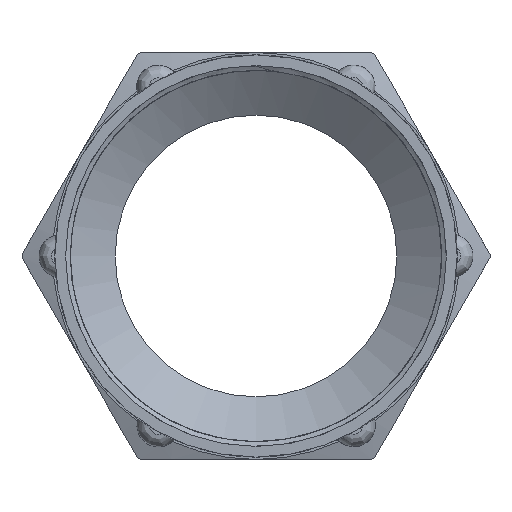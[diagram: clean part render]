
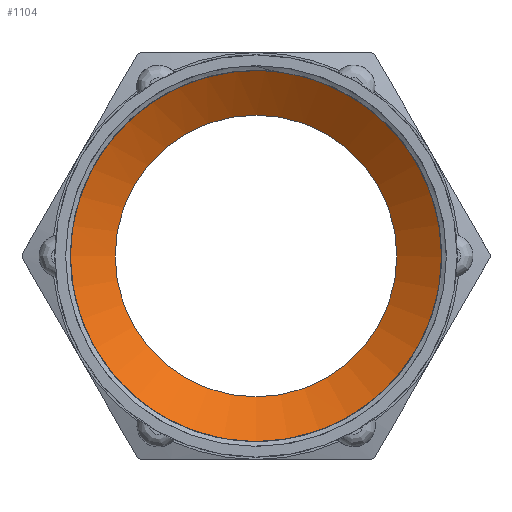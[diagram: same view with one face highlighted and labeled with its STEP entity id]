
A CAD part, left-side view. The second image highlights one B-rep face of the part: STEP entity #1104.
In plain terms, the highlighted conical face has half-angle 55.197 degrees and reference radius 26.075 mm.
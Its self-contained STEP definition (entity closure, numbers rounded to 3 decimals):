
#21=CONICAL_SURFACE('',#1233,26.075,55.197);
#227=FACE_BOUND('',#367,.T.);
#293=FACE_OUTER_BOUND('',#366,.T.);
#366=EDGE_LOOP('',(#1022,#1023));
#367=EDGE_LOOP('',(#1024));
#382=CIRCLE('',#1134,29.65);
#440=CIRCLE('',#1232,22.5);
#441=CIRCLE('',#1234,29.65);
#466=VERTEX_POINT('',#4234);
#468=VERTEX_POINT('',#5296);
#551=VERTEX_POINT('',#6341);
#588=EDGE_CURVE('',#466,#468,#382,.T.);
#712=EDGE_CURVE('',#551,#551,#440,.T.);
#713=EDGE_CURVE('',#468,#466,#441,.T.);
#1022=ORIENTED_EDGE('',*,*,#713,.F.);
#1023=ORIENTED_EDGE('',*,*,#588,.F.);
#1024=ORIENTED_EDGE('',*,*,#712,.T.);
#1104=ADVANCED_FACE('',(#293,#227),#21,.F.);
#1134=AXIS2_PLACEMENT_3D('',#5732,#1286,#1287);
#1232=AXIS2_PLACEMENT_3D('',#6342,#1518,#1519);
#1233=AXIS2_PLACEMENT_3D('',#6343,#1520,#1521);
#1234=AXIS2_PLACEMENT_3D('',#6344,#1522,#1523);
#1286=DIRECTION('center_axis',(1.,0.,0.));
#1287=DIRECTION('ref_axis',(0.,0.,-1.));
#1518=DIRECTION('center_axis',(1.,0.,0.));
#1519=DIRECTION('ref_axis',(0.,0.,-1.));
#1520=DIRECTION('center_axis',(-1.,0.,0.));
#1521=DIRECTION('ref_axis',(0.,1.,0.));
#1522=DIRECTION('center_axis',(1.,0.,0.));
#1523=DIRECTION('ref_axis',(0.,0.,-1.));
#4234=CARTESIAN_POINT('',(-14.97,3.099,29.488));
#5296=CARTESIAN_POINT('',(-14.97,-10.335,27.79));
#5732=CARTESIAN_POINT('Origin',(-14.97,0.,0.));
#6341=CARTESIAN_POINT('',(-10.,22.5,0.));
#6342=CARTESIAN_POINT('Origin',(-10.,0.,0.));
#6343=CARTESIAN_POINT('Origin',(-12.485,0.,0.));
#6344=CARTESIAN_POINT('Origin',(-14.97,0.,0.));
